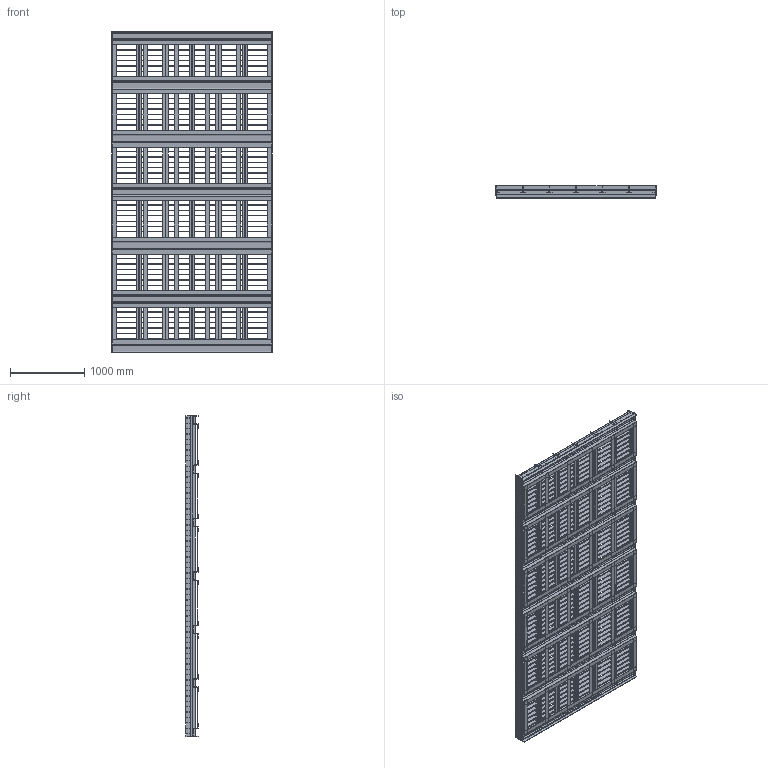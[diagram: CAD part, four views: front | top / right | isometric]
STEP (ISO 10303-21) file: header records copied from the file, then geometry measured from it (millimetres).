
FILE_DESCRIPTION(('FreeCAD Model'),'2;1');
FILE_NAME('Open CASCADE Shape Model','2025-05-09T09:04:19',('FreeCAD'),( 'FreeCAD'),'Open CASCADE STEP processor 7.6','FreeCAD','Unknown');
FILE_SCHEMA(('AUTOMOTIVE_DESIGN { 1 0 10303 214 1 1 1 1 }'));
Products named in the file (1): Open CASCADE STEP translator 7.6 1
Bounding box: 2166.17 x 165.96 x 4338.12 mm (x, y, z)
Volume: 91356927.5 mm3; surface area: 44926811.2 mm2
Topology: 139 solids, 139 shells, 4550 faces, 12816 edges, 8544 vertices
Faces by surface type: bspline 4550
Entity records: 130742 total; most frequent: CARTESIAN_POINT 52633, ORIENTED_EDGE 25632, EDGE_CURVE 12816, B_SPLINE_CURVE_WITH_KNOTS 12688, VERTEX_POINT 8544, ADVANCED_FACE 4550, FACE_BOUND 4550, EDGE_LOOP 4550
